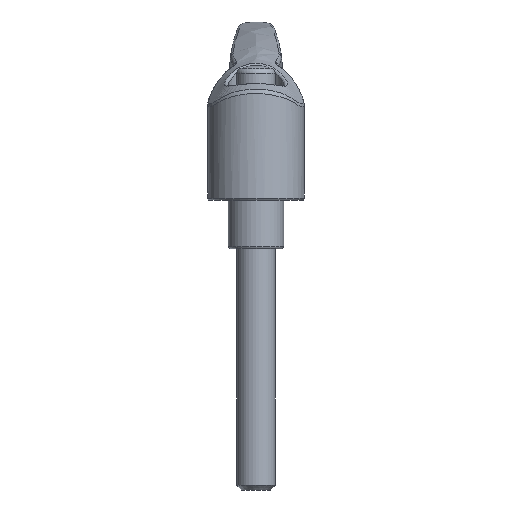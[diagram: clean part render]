
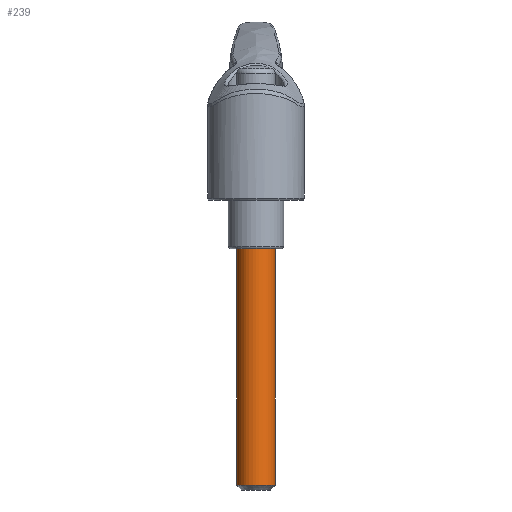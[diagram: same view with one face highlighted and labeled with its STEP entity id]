
A CAD part, front view. The second image highlights one B-rep face of the part: STEP entity #239.
In plain terms, the highlighted cylindrical face has radius 4 mm (diameter 8 mm), a full revolution.
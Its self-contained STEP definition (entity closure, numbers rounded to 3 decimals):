
#239 = ADVANCED_FACE( '', ( #490, #491 ), #492, .T. );
#490 = FACE_OUTER_BOUND( '', #4942, .T. );
#491 = FACE_OUTER_BOUND( '', #4943, .T. );
#492 = CYLINDRICAL_SURFACE( '', #4944, 4. );
#4942 = EDGE_LOOP( '', ( #5686 ) );
#4943 = EDGE_LOOP( '', ( #5687 ) );
#4944 = AXIS2_PLACEMENT_3D( '', #5688, #5689, #5690 );
#5686 = ORIENTED_EDGE( '', *, *, #5906, .T. );
#5687 = ORIENTED_EDGE( '', *, *, #5870, .T. );
#5688 = CARTESIAN_POINT( '', ( 0., 0., -60. ) );
#5689 = DIRECTION( '', ( 0., 0., -1. ) );
#5690 = DIRECTION( '', ( 1., 0., 0. ) );
#5870 = EDGE_CURVE( '', #6190, #6190, #6191, .F. );
#5906 = EDGE_CURVE( '', #6234, #6234, #6235, .F. );
#6190 = VERTEX_POINT( '', #8335 );
#6191 = CIRCLE( '', #8336, 4. );
#6234 = VERTEX_POINT( '', #8789 );
#6235 = CIRCLE( '', #8790, 4. );
#8335 = CARTESIAN_POINT( '', ( 4., 0., -10. ) );
#8336 = AXIS2_PLACEMENT_3D( '', #9335, #9336, #9337 );
#8789 = CARTESIAN_POINT( '', ( -4., 0., -59. ) );
#8790 = AXIS2_PLACEMENT_3D( '', #9351, #9352, #9353 );
#9335 = CARTESIAN_POINT( '', ( 0., 0., -10. ) );
#9336 = DIRECTION( '', ( 0., 0., 1. ) );
#9337 = DIRECTION( '', ( 1., 0., 0. ) );
#9351 = CARTESIAN_POINT( '', ( 0., 0., -59. ) );
#9352 = DIRECTION( '', ( 0., 0., -1. ) );
#9353 = DIRECTION( '', ( -1., 0., 0. ) );
